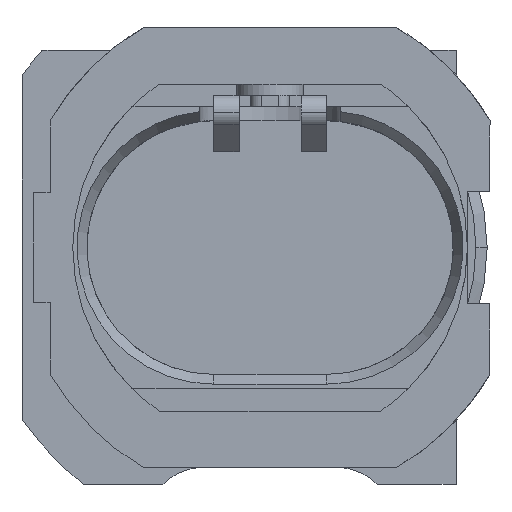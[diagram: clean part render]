
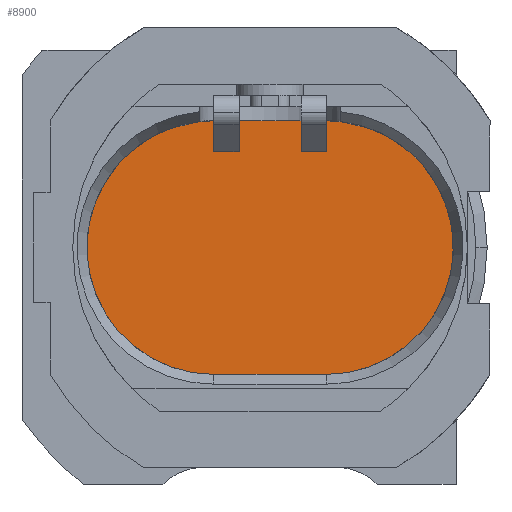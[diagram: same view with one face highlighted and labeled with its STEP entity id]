
A CAD part, front view. The second image highlights one B-rep face of the part: STEP entity #8900.
In plain terms, the highlighted planar face has unit normal (0, -1, 0).
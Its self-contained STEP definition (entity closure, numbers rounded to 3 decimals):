
#68 = CARTESIAN_POINT ( 'NONE',  ( 1., -16.9, 0. ) ) ;
#312 = CARTESIAN_POINT ( 'NONE',  ( -1., -16.9, -2.25 ) ) ;
#414 = DIRECTION ( 'NONE',  ( -1., 0., 0. ) ) ;
#870 = VECTOR ( 'NONE', #9508, 1000. ) ;
#1037 = AXIS2_PLACEMENT_3D ( 'NONE', #8512, #4879, #4950 ) ;
#1240 = ORIENTED_EDGE ( 'NONE', *, *, #7296, .T. ) ;
#1308 = FACE_OUTER_BOUND ( 'NONE', #8934, .T. ) ;
#1674 = DIRECTION ( 'NONE',  ( 0., -1., 0. ) ) ;
#1676 = CIRCLE ( 'NONE', #6965, 2.25 ) ;
#1854 = VERTEX_POINT ( 'NONE', #3360 ) ;
#2088 = DIRECTION ( 'NONE',  ( 0., 0., 1. ) ) ;
#2159 = ORIENTED_EDGE ( 'NONE', *, *, #10219, .T. ) ;
#2302 = PLANE ( 'NONE',  #1037 ) ;
#2434 = ORIENTED_EDGE ( 'NONE', *, *, #6488, .T. ) ;
#3360 = CARTESIAN_POINT ( 'NONE',  ( 1., -16.9, -2.25 ) ) ;
#3989 = DIRECTION ( 'NONE',  ( 0., -1., 0. ) ) ;
#4376 = DIRECTION ( 'NONE',  ( 0., 0., 1. ) ) ;
#4879 = DIRECTION ( 'NONE',  ( 0., -1., 0. ) ) ;
#4950 = DIRECTION ( 'NONE',  ( 0., 0., 1. ) ) ;
#5490 = CARTESIAN_POINT ( 'NONE',  ( -1., -16.9, 2.25 ) ) ;
#5557 = CARTESIAN_POINT ( 'NONE',  ( -1., -16.9, 0. ) ) ;
#6238 = VERTEX_POINT ( 'NONE', #7433 ) ;
#6368 = ORIENTED_EDGE ( 'NONE', *, *, #8250, .T. ) ;
#6488 = EDGE_CURVE ( 'NONE', #6815, #1854, #7909, .T. ) ;
#6815 = VERTEX_POINT ( 'NONE', #312 ) ;
#6965 = AXIS2_PLACEMENT_3D ( 'NONE', #68, #1674, #4376 ) ;
#7296 = EDGE_CURVE ( 'NONE', #1854, #6238, #1676, .T. ) ;
#7433 = CARTESIAN_POINT ( 'NONE',  ( 1., -16.9, 2.25 ) ) ;
#7633 = AXIS2_PLACEMENT_3D ( 'NONE', #5557, #3989, #2088 ) ;
#7909 = LINE ( 'NONE', #9632, #870 ) ;
#8250 = EDGE_CURVE ( 'NONE', #9733, #6815, #10529, .T. ) ;
#8512 = CARTESIAN_POINT ( 'NONE',  ( -1., -16.9, 0. ) ) ;
#8628 = VECTOR ( 'NONE', #414, 1000. ) ;
#8900 = ADVANCED_FACE ( 'NONE', ( #1308 ), #2302, .T. ) ;
#8934 = EDGE_LOOP ( 'NONE', ( #6368, #2434, #1240, #2159 ) ) ;
#9508 = DIRECTION ( 'NONE',  ( 1., 0., 0. ) ) ;
#9632 = CARTESIAN_POINT ( 'NONE',  ( -1., -16.9, -2.25 ) ) ;
#9733 = VERTEX_POINT ( 'NONE', #10055 ) ;
#10055 = CARTESIAN_POINT ( 'NONE',  ( -1., -16.9, 2.25 ) ) ;
#10219 = EDGE_CURVE ( 'NONE', #6238, #9733, #11281, .T. ) ;
#10529 = CIRCLE ( 'NONE', #7633, 2.25 ) ;
#11281 = LINE ( 'NONE', #5490, #8628 ) ;
